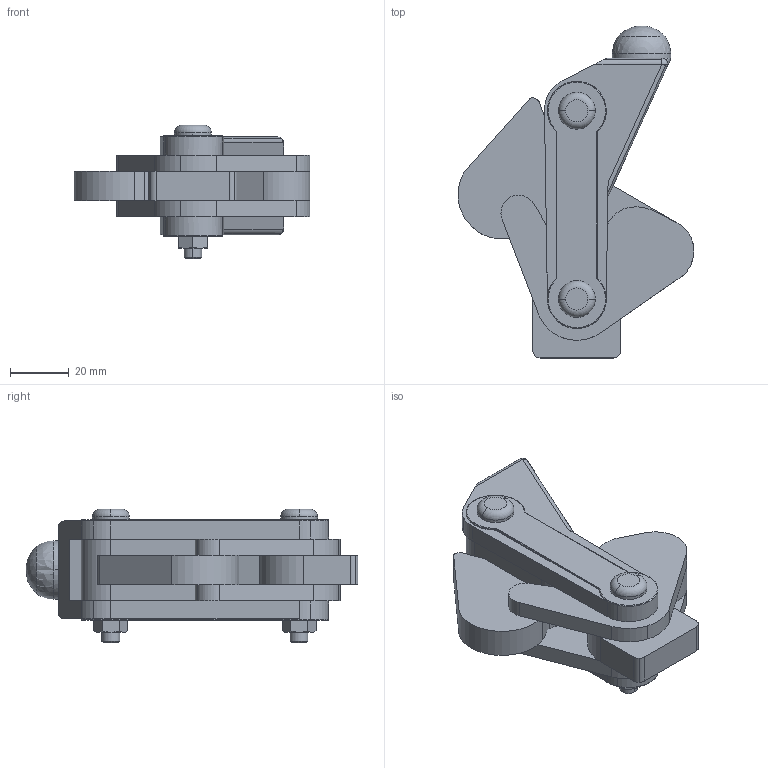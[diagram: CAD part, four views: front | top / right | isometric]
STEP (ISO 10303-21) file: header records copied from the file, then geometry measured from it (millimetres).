
FILE_DESCRIPTION((''),'2;1');
FILE_NAME('M19SCH.stp','2006-07-12T08:24:05',('Matthew'),(''),'Autodesk Inventor 8','Autodesk Inventor 8','');
FILE_SCHEMA(('AUTOMOTIVE_DESIGN { 1 0 10303 214 1 1 1 1 }'));
Length unit declared in the file: millimetre
Products named in the file (6): M19SCH; M19SCH1; M19SCH2; M19SCH3; M19SCH4; M19SCH5
Assembly tree (5 placements, depth 2):
  M19SCH
    M19SCH1
    M19SCH2
    M19SCH3
    M19SCH4
    M19SCH5
Bounding box: 80.15 x 112.82 x 45.4 mm (x, y, z)
Volume: 109830.4 mm3; surface area: 40589.5 mm2
Topology: 5 solids, 5 shells, 230 faces, 612 edges, 395 vertices
Faces by surface type: cylinder 112, plane 73, cone 20, torus 16, sphere 6, bspline 3
Entity records: 7681 total; most frequent: CARTESIAN_POINT 1664, DIRECTION 1324, ORIENTED_EDGE 1208, EDGE_CURVE 604, AXIS2_PLACEMENT_3D 527, VERTEX_POINT 393, CIRCLE 281, VECTOR 270
